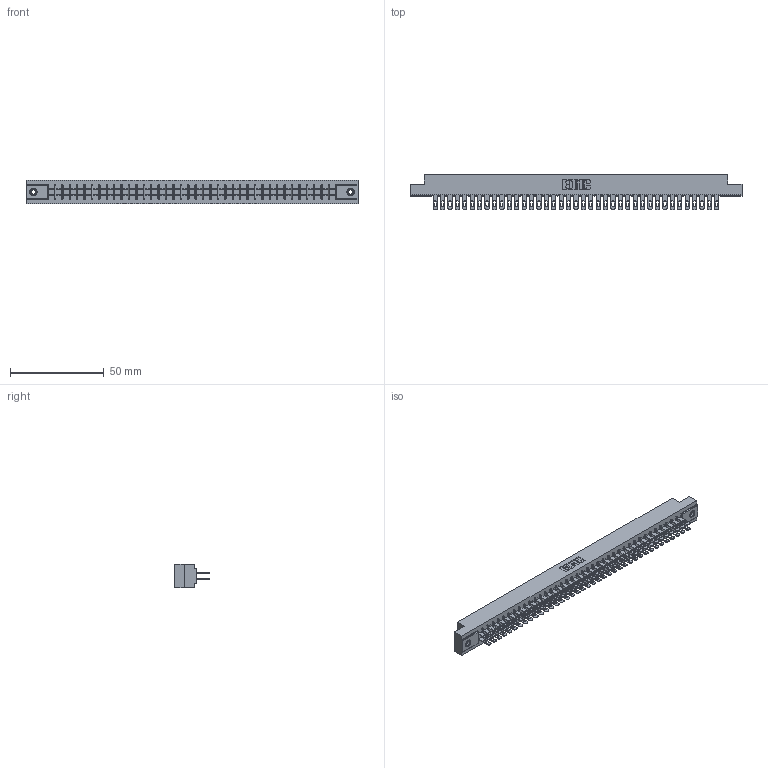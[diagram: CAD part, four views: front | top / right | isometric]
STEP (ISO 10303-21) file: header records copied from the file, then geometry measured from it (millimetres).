
FILE_DESCRIPTION (( 'STEP AP203' ), '1' );
FILE_NAME ('355-078-500-508.STEP', '2019-09-13T13:43:38', ( '' ), ( '' ), 'SwSTEP 2.0', 'SolidWorks 2016', '' );
FILE_SCHEMA (( 'CONFIG_CONTROL_DESIGN' ));
Length unit declared in the file: inch
Products named in the file (4): 305 Part_.156 Dia; 355-078-500-508; 305-290-001_500; 345-250-001_345-250-003-102
Assembly tree (81 placements, depth 2):
  355-078-500-508
    305 Part_.156 Dia
    305-290-001_500  x78
    345-250-001_345-250-003-102  x2
Bounding box: 177.55 x 18.85 x 12.7 mm (x, y, z)
Volume: 18199.6 mm3; surface area: 25496.9 mm2
Topology: 81 solids, 81 shells, 4076 faces, 11645 edges, 7546 vertices
Faces by surface type: plane 2284, cylinder 1620, sphere 156, cone 12, torus 4
Entity records: 43799 total; most frequent: CARTESIAN_POINT 7230, ORIENTED_EDGE 7170, DIRECTION 7009, EDGE_CURVE 3585, VECTOR 2891, LINE 2891, VERTEX_POINT 2280, AXIS2_PLACEMENT_3D 2059
